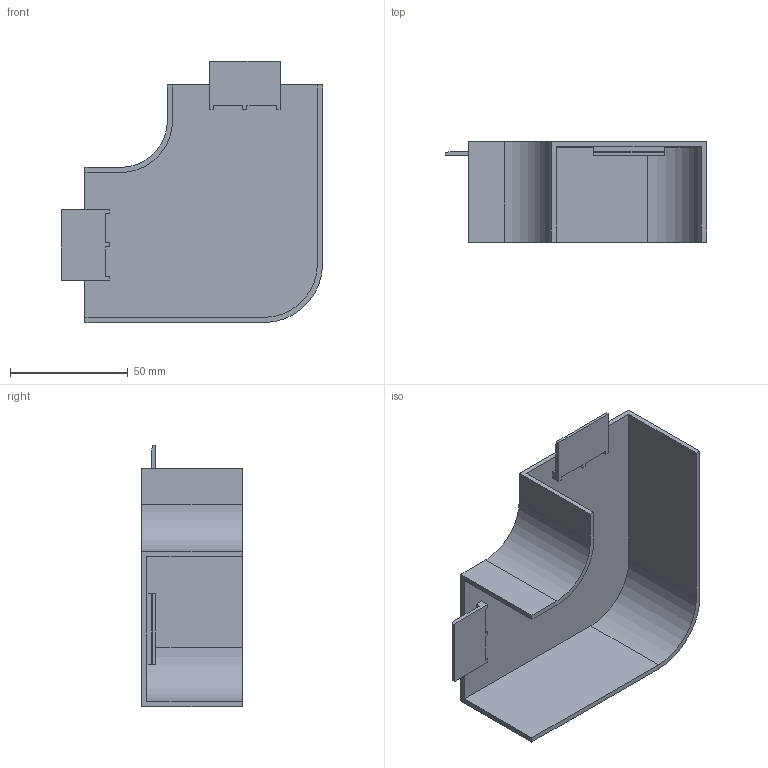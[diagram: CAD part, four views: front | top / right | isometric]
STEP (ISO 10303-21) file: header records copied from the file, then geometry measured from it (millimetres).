
FILE_DESCRIPTION (( 'STEP AP214' ), '1' );
FILE_NAME ('6191792.STEP', '2025-02-18T13:24:27', ( '' ), ( '' ), 'SwSTEP 2.0', 'SolidWorks 2024', '' );
FILE_SCHEMA (( 'AUTOMOTIVE_DESIGN' ));
Length unit declared in the file: millimetre
Products named in the file (1): 6191792
Bounding box: 110.9 x 42.7 x 110.9 mm (x, y, z)
Volume: 44236.4 mm3; surface area: 42138.4 mm2
Topology: 1 solids, 1 shells, 50 faces, 138 edges, 92 vertices
Faces by surface type: plane 46, cylinder 4
Entity records: 1593 total; most frequent: CARTESIAN_POINT 281, ORIENTED_EDGE 276, DIRECTION 248, EDGE_CURVE 138, VECTOR 130, LINE 130, VERTEX_POINT 92, AXIS2_PLACEMENT_3D 59
